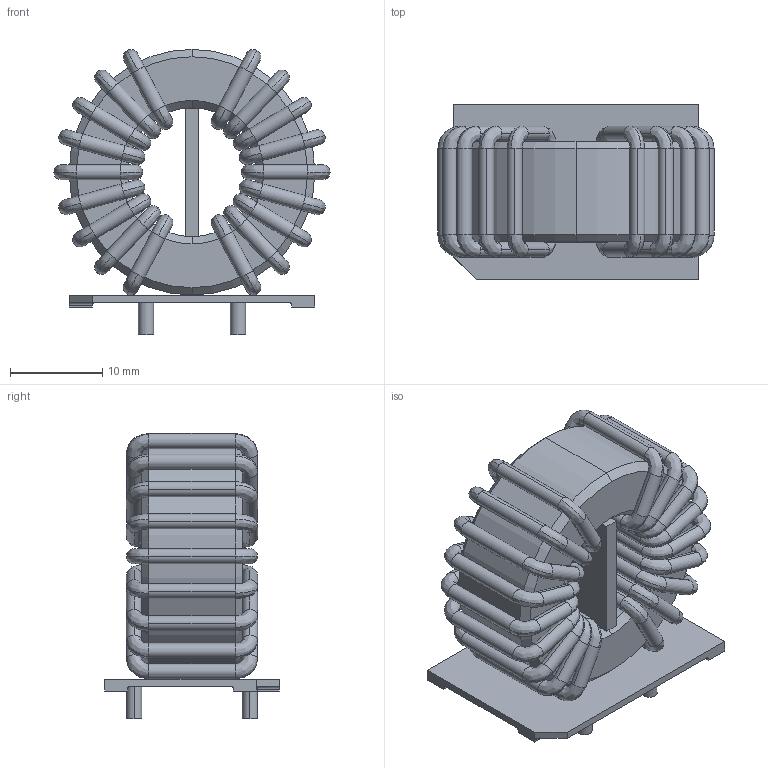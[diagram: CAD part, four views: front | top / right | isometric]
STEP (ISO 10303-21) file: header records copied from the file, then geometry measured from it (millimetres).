
FILE_DESCRIPTION (( 'STEP AP214' ), '1' );
FILE_NAME ('User Library-PH9455.105NL.STEP', '2020-12-15T19:32:03', ( '' ), ( '' ), 'SwSTEP 2.0', 'SolidWorks 2020', '' );
FILE_SCHEMA (( 'AUTOMOTIVE_DESIGN' ));
Length unit declared in the file: millimetre
Products named in the file (1): User Library-PH9455.105NL
Bounding box: 30 x 19 x 31 mm (x, y, z)
Volume: 6518.3 mm3; surface area: 7246.8 mm2
Topology: 25 solids, 25 shells, 353 faces, 987 edges, 648 vertices
Faces by surface type: cylinder 165, bspline 144, plane 36, cone 8
Entity records: 13714 total; most frequent: CARTESIAN_POINT 4167, DIRECTION 2144, ORIENTED_EDGE 1974, EDGE_CURVE 987, AXIS2_PLACEMENT_3D 953, CIRCLE 743, VERTEX_POINT 648, EDGE_LOOP 355
